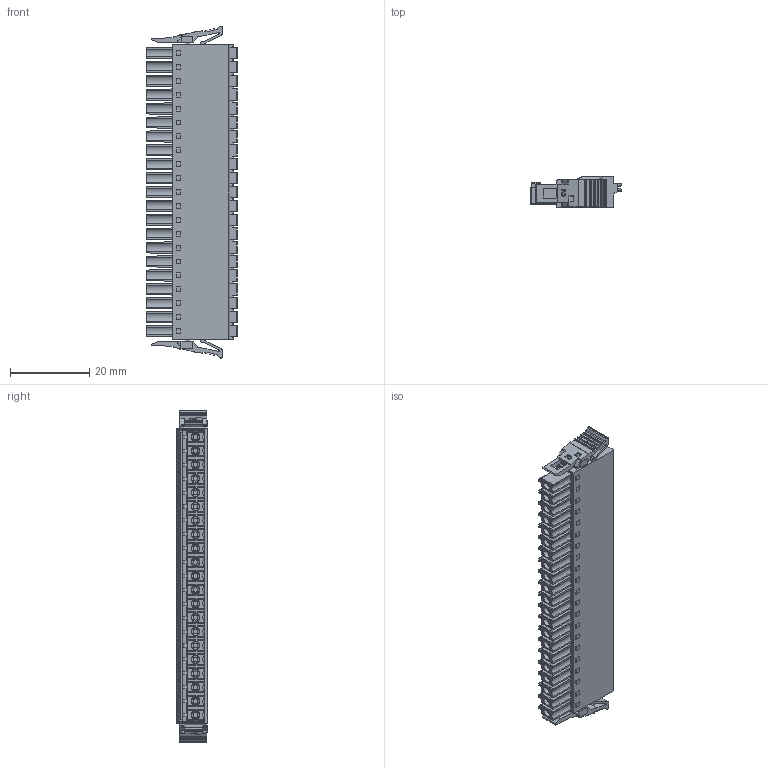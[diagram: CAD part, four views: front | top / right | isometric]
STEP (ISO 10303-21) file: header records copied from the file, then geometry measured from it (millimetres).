
FILE_DESCRIPTION((''),'2;1');
FILE_NAME('TLPSL-007-21P-X','2024-09-27T',('sheji'),(''),'PRO/ENGINEER BY PARAMETRIC TECHNOLOGY CORPORATION, 2015240','PRO/ENGINEER BY PARAMETRIC TECHNOLOGY CORPORATION, 2015240','');
FILE_SCHEMA(('CONFIG_CONTROL_DESIGN'));
Products named in the file (1): TLPSL-007-21P-X
Bounding box: 22.9 x 7.75 x 83.6 mm (x, y, z)
Volume: 8986.1 mm3; surface area: 8570 mm2
Topology: 1 solids, 20 shells, 2546 faces, 6820 edges, 4439 vertices
Faces by surface type: plane 1564, cylinder 752, cone 168, torus 42, extrusion 20
Entity records: 80566 total; most frequent: CARTESIAN_POINT 16147, ORIENTED_EDGE 13640, DIRECTION 13078, EDGE_CURVE 6820, VECTOR 4890, LINE 4870, VERTEX_POINT 4439, AXIS2_PLACEMENT_3D 4094
